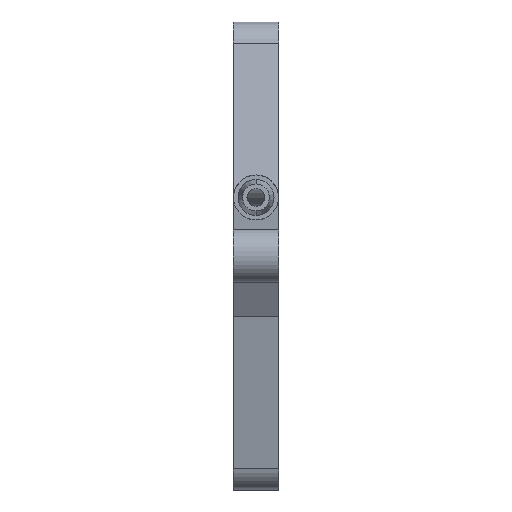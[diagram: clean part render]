
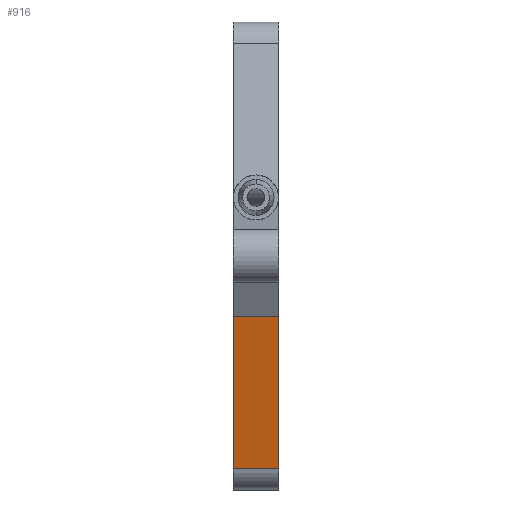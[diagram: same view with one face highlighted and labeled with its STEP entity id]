
A CAD part, front view. The second image highlights one B-rep face of the part: STEP entity #916.
In plain terms, the highlighted planar face has unit normal (0, -0.976, -0.218).
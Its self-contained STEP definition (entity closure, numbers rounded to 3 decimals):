
#56 = LINE ( 'NONE', #1644, #1185 ) ;
#150 = LINE ( 'NONE', #334, #1326 ) ;
#209 = CARTESIAN_POINT ( 'NONE',  ( 0., -6.718, -6.718 ) ) ;
#252 = VERTEX_POINT ( 'NONE', #209 ) ;
#273 = ORIENTED_EDGE ( 'NONE', *, *, #1057, .T. ) ;
#292 = DIRECTION ( 'NONE',  ( 0., -0.218, 0.976 ) ) ;
#334 = CARTESIAN_POINT ( 'NONE',  ( 5., -2.928, -23.655 ) ) ;
#342 = DIRECTION ( 'NONE',  ( -1., 0., 0. ) ) ;
#469 = CARTESIAN_POINT ( 'NONE',  ( 5., -2.928, -23.655 ) ) ;
#512 = CARTESIAN_POINT ( 'NONE',  ( 0., -2.928, -23.655 ) ) ;
#546 = VERTEX_POINT ( 'NONE', #469 ) ;
#566 = LINE ( 'NONE', #1061, #1075 ) ;
#688 = DIRECTION ( 'NONE',  ( 0., 0.218, -0.976 ) ) ;
#752 = EDGE_CURVE ( 'NONE', #252, #2086, #56, .T. ) ;
#916 = ADVANCED_FACE ( 'NONE', ( #1187 ), #2254, .F. ) ;
#1046 = LINE ( 'NONE', #2241, #1216 ) ;
#1057 = EDGE_CURVE ( 'NONE', #2217, #252, #566, .T. ) ;
#1061 = CARTESIAN_POINT ( 'NONE',  ( 5., -6.718, -6.718 ) ) ;
#1075 = VECTOR ( 'NONE', #1104, 1000. ) ;
#1104 = DIRECTION ( 'NONE',  ( -1., 0., 0. ) ) ;
#1163 = ORIENTED_EDGE ( 'NONE', *, *, #752, .T. ) ;
#1185 = VECTOR ( 'NONE', #1600, 1000. ) ;
#1187 = FACE_OUTER_BOUND ( 'NONE', #1912, .T. ) ;
#1216 = VECTOR ( 'NONE', #688, 1000. ) ;
#1326 = VECTOR ( 'NONE', #342, 1000. ) ;
#1352 = CARTESIAN_POINT ( 'NONE',  ( 5., -6.718, -6.718 ) ) ;
#1378 = EDGE_CURVE ( 'NONE', #546, #2086, #150, .T. ) ;
#1405 = CARTESIAN_POINT ( 'NONE',  ( 5., -6.718, -6.718 ) ) ;
#1429 = EDGE_CURVE ( 'NONE', #2217, #546, #1046, .T. ) ;
#1455 = ORIENTED_EDGE ( 'NONE', *, *, #1429, .F. ) ;
#1572 = AXIS2_PLACEMENT_3D ( 'NONE', #1352, #1992, #292 ) ;
#1600 = DIRECTION ( 'NONE',  ( 0., 0.218, -0.976 ) ) ;
#1634 = ORIENTED_EDGE ( 'NONE', *, *, #1378, .F. ) ;
#1644 = CARTESIAN_POINT ( 'NONE',  ( 0., -6.718, -6.718 ) ) ;
#1912 = EDGE_LOOP ( 'NONE', ( #1163, #1634, #1455, #273 ) ) ;
#1992 = DIRECTION ( 'NONE',  ( 0., 0.976, 0.218 ) ) ;
#2086 = VERTEX_POINT ( 'NONE', #512 ) ;
#2217 = VERTEX_POINT ( 'NONE', #1405 ) ;
#2241 = CARTESIAN_POINT ( 'NONE',  ( 5., -6.718, -6.718 ) ) ;
#2254 = PLANE ( 'NONE',  #1572 ) ;
